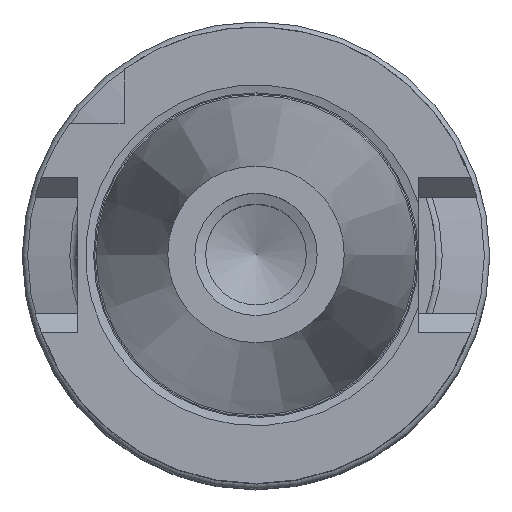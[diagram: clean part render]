
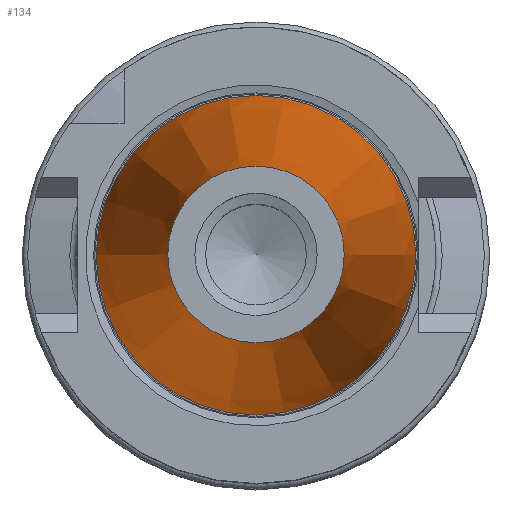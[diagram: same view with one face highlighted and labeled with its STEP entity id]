
A CAD part, top view. The second image highlights one B-rep face of the part: STEP entity #134.
In plain terms, the highlighted conical face has half-angle 8.298 degrees and reference radius 12.271 mm.
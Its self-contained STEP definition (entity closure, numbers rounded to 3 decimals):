
#57=CONICAL_SURFACE('',#1037,12.271,8.298);
#93=FACE_BOUND('',#264,.T.);
#94=FACE_BOUND('',#265,.T.);
#134=ADVANCED_FACE('',(#93,#94),#57,.T.);
#264=EDGE_LOOP('',(#403));
#265=EDGE_LOOP('',(#404));
#343=CIRCLE('',#1031,22.225);
#345=CIRCLE('',#1035,12.271);
#403=ORIENTED_EDGE('',*,*,#756,.T.);
#404=ORIENTED_EDGE('',*,*,#754,.F.);
#660=VERTEX_POINT('',#1466);
#662=VERTEX_POINT('',#1472);
#754=EDGE_CURVE('',#660,#660,#343,.T.);
#756=EDGE_CURVE('',#662,#662,#345,.T.);
#1031=AXIS2_PLACEMENT_3D('',#1465,#1166,#1167);
#1035=AXIS2_PLACEMENT_3D('',#1471,#1174,#1175);
#1037=AXIS2_PLACEMENT_3D('',#1474,#1178,#1179);
#1166=DIRECTION('',(0.,0.,-1.));
#1167=DIRECTION('',(-1.,0.,0.));
#1174=DIRECTION('',(0.,0.,-1.));
#1175=DIRECTION('',(-1.,0.,0.));
#1178=DIRECTION('',(0.,0.,-1.));
#1179=DIRECTION('',(-1.,0.,0.));
#1465=CARTESIAN_POINT('',(0.,0.,0.));
#1466=CARTESIAN_POINT('',(-22.225,0.,0.));
#1471=CARTESIAN_POINT('',(0.,0.,68.25));
#1472=CARTESIAN_POINT('',(-12.271,0.,68.25));
#1474=CARTESIAN_POINT('',(0.,0.,68.25));
